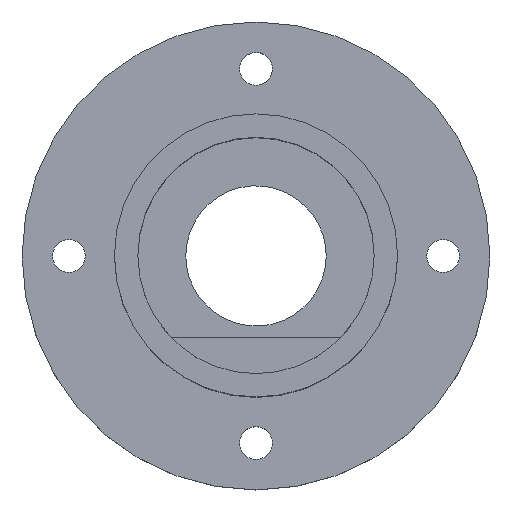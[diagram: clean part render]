
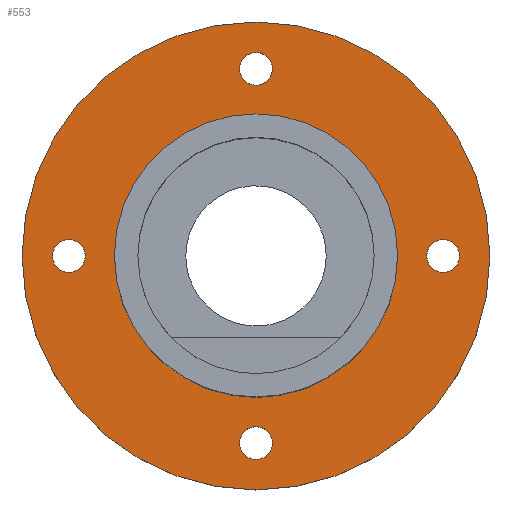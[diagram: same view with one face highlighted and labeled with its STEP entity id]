
A CAD part, top view. The second image highlights one B-rep face of the part: STEP entity #553.
In plain terms, the highlighted planar face has unit normal (0, 0, 1).
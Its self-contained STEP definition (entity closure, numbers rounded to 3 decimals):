
#127=CARTESIAN_POINT('Vertex',(115.883,0.,57.5)) ;
#143=CARTESIAN_POINT('Vertex',(95.883,0.,57.5)) ;
#146=CARTESIAN_POINT('Axis2P3D Location',(105.883,0.,57.5)) ;
#163=CARTESIAN_POINT('Axis2P3D Location',(105.883,0.,57.5)) ;
#262=CARTESIAN_POINT('Vertex',(111.933,0.,57.5)) ;
#265=CARTESIAN_POINT('Axis2P3D Location',(105.883,0.,57.5)) ;
#269=CARTESIAN_POINT('Vertex',(99.833,0.,57.5)) ;
#296=CARTESIAN_POINT('Axis2P3D Location',(105.883,0.,57.5)) ;
#338=CARTESIAN_POINT('Vertex',(97.183,0.,57.5)) ;
#341=CARTESIAN_POINT('Axis2P3D Location',(97.883,0.,57.5)) ;
#345=CARTESIAN_POINT('Vertex',(98.583,0.,57.5)) ;
#367=CARTESIAN_POINT('Axis2P3D Location',(97.883,0.,57.5)) ;
#395=CARTESIAN_POINT('Vertex',(105.183,-8.,57.5)) ;
#398=CARTESIAN_POINT('Axis2P3D Location',(105.883,-8.,57.5)) ;
#402=CARTESIAN_POINT('Vertex',(106.583,-8.,57.5)) ;
#424=CARTESIAN_POINT('Axis2P3D Location',(105.883,-8.,57.5)) ;
#452=CARTESIAN_POINT('Vertex',(113.183,0.,57.5)) ;
#455=CARTESIAN_POINT('Axis2P3D Location',(113.883,0.,57.5)) ;
#459=CARTESIAN_POINT('Vertex',(114.583,0.,57.5)) ;
#481=CARTESIAN_POINT('Axis2P3D Location',(113.883,0.,57.5)) ;
#498=CARTESIAN_POINT('Axis2P3D Location',(105.883,0.,57.5)) ;
#508=CARTESIAN_POINT('Control Point',(106.583,8.,57.5)) ;
#509=CARTESIAN_POINT('Control Point',(106.583,7.78,57.5)) ;
#510=CARTESIAN_POINT('Control Point',(106.496,7.56,57.5)) ;
#511=CARTESIAN_POINT('Control Point',(106.323,7.386,57.5)) ;
#512=CARTESIAN_POINT('Control Point',(105.883,7.214,57.5)) ;
#513=CARTESIAN_POINT('Control Point',(105.443,7.386,57.5)) ;
#514=CARTESIAN_POINT('Control Point',(105.269,7.56,57.5)) ;
#515=CARTESIAN_POINT('Control Point',(105.183,7.78,57.5)) ;
#516=CARTESIAN_POINT('Control Point',(105.183,8.,57.5)) ;
#517=CARTESIAN_POINT('Vertex',(106.583,8.,57.5)) ;
#519=CARTESIAN_POINT('Vertex',(105.183,8.,57.5)) ;
#523=CARTESIAN_POINT('Control Point',(105.183,8.,57.5)) ;
#524=CARTESIAN_POINT('Control Point',(105.183,8.22,57.5)) ;
#525=CARTESIAN_POINT('Control Point',(105.269,8.44,57.5)) ;
#526=CARTESIAN_POINT('Control Point',(105.443,8.614,57.5)) ;
#527=CARTESIAN_POINT('Control Point',(105.883,8.786,57.5)) ;
#528=CARTESIAN_POINT('Control Point',(106.323,8.614,57.5)) ;
#529=CARTESIAN_POINT('Control Point',(106.496,8.44,57.5)) ;
#530=CARTESIAN_POINT('Control Point',(106.583,8.22,57.5)) ;
#531=CARTESIAN_POINT('Control Point',(106.583,8.,57.5)) ;
#147=DIRECTION('Axis2P3D Direction',(0.,0.,-1.)) ;
#164=DIRECTION('Axis2P3D Direction',(0.,0.,-1.)) ;
#266=DIRECTION('Axis2P3D Direction',(0.,0.,-1.)) ;
#297=DIRECTION('Axis2P3D Direction',(0.,0.,-1.)) ;
#342=DIRECTION('Axis2P3D Direction',(0.,0.,1.)) ;
#368=DIRECTION('Axis2P3D Direction',(0.,0.,1.)) ;
#399=DIRECTION('Axis2P3D Direction',(0.,0.,1.)) ;
#425=DIRECTION('Axis2P3D Direction',(0.,0.,1.)) ;
#456=DIRECTION('Axis2P3D Direction',(0.,0.,1.)) ;
#482=DIRECTION('Axis2P3D Direction',(0.,0.,1.)) ;
#499=DIRECTION('Axis2P3D Direction',(0.,0.,-1.)) ;
#500=DIRECTION('Axis2P3D XDirection',(0.,1.,0.)) ;
#148=AXIS2_PLACEMENT_3D('Circle Axis2P3D',#146,#147,$) ;
#165=AXIS2_PLACEMENT_3D('Circle Axis2P3D',#163,#164,$) ;
#267=AXIS2_PLACEMENT_3D('Circle Axis2P3D',#265,#266,$) ;
#298=AXIS2_PLACEMENT_3D('Circle Axis2P3D',#296,#297,$) ;
#343=AXIS2_PLACEMENT_3D('Circle Axis2P3D',#341,#342,$) ;
#369=AXIS2_PLACEMENT_3D('Circle Axis2P3D',#367,#368,$) ;
#400=AXIS2_PLACEMENT_3D('Circle Axis2P3D',#398,#399,$) ;
#426=AXIS2_PLACEMENT_3D('Circle Axis2P3D',#424,#425,$) ;
#457=AXIS2_PLACEMENT_3D('Circle Axis2P3D',#455,#456,$) ;
#483=AXIS2_PLACEMENT_3D('Circle Axis2P3D',#481,#482,$) ;
#501=AXIS2_PLACEMENT_3D('Plane Axis2P3D',#498,#499,#500) ;
#504=ORIENTED_EDGE('',*,*,#167,.F.) ;
#505=ORIENTED_EDGE('',*,*,#150,.F.) ;
#534=ORIENTED_EDGE('',*,*,#521,.T.) ;
#535=ORIENTED_EDGE('',*,*,#532,.T.) ;
#538=ORIENTED_EDGE('',*,*,#461,.T.) ;
#539=ORIENTED_EDGE('',*,*,#485,.T.) ;
#542=ORIENTED_EDGE('',*,*,#404,.T.) ;
#543=ORIENTED_EDGE('',*,*,#428,.T.) ;
#546=ORIENTED_EDGE('',*,*,#347,.T.) ;
#547=ORIENTED_EDGE('',*,*,#371,.T.) ;
#550=ORIENTED_EDGE('',*,*,#271,.T.) ;
#551=ORIENTED_EDGE('',*,*,#300,.T.) ;
#536=FACE_BOUND('',#533,.T.) ;
#540=FACE_BOUND('',#537,.T.) ;
#544=FACE_BOUND('',#541,.T.) ;
#548=FACE_BOUND('',#545,.T.) ;
#552=FACE_BOUND('',#549,.T.) ;
#553=ADVANCED_FACE('\X2\5F6272B6FF7EFF6FFF84\X0\.1',(#506,#536,#540,#544,#548,#552),#502,.F.) ;
#507=B_SPLINE_CURVE_WITH_KNOTS('',5,(#508,#509,#510,#511,#512,#513,#514,#515,#516),.UNSPECIFIED.,.F.,.U.,(6,3,6),(1.1,2.199,3.299),.UNSPECIFIED.) ;
#522=B_SPLINE_CURVE_WITH_KNOTS('',5,(#523,#524,#525,#526,#527,#528,#529,#530,#531),.UNSPECIFIED.,.F.,.U.,(6,3,6),(3.299,4.398,5.498),.UNSPECIFIED.) ;
#149=CIRCLE('generated circle',#148,10.) ;
#166=CIRCLE('generated circle',#165,10.) ;
#268=CIRCLE('generated circle',#267,6.05) ;
#299=CIRCLE('generated circle',#298,6.05) ;
#344=CIRCLE('generated circle',#343,0.7) ;
#370=CIRCLE('generated circle',#369,0.7) ;
#401=CIRCLE('generated circle',#400,0.7) ;
#427=CIRCLE('generated circle',#426,0.7) ;
#458=CIRCLE('generated circle',#457,0.7) ;
#484=CIRCLE('generated circle',#483,0.7) ;
#150=EDGE_CURVE('',#144,#128,#149,.T.) ;
#167=EDGE_CURVE('',#128,#144,#166,.T.) ;
#271=EDGE_CURVE('',#270,#263,#268,.T.) ;
#300=EDGE_CURVE('',#263,#270,#299,.T.) ;
#347=EDGE_CURVE('',#346,#339,#344,.F.) ;
#371=EDGE_CURVE('',#339,#346,#370,.F.) ;
#404=EDGE_CURVE('',#403,#396,#401,.F.) ;
#428=EDGE_CURVE('',#396,#403,#427,.F.) ;
#461=EDGE_CURVE('',#460,#453,#458,.F.) ;
#485=EDGE_CURVE('',#453,#460,#484,.F.) ;
#521=EDGE_CURVE('',#518,#520,#507,.T.) ;
#532=EDGE_CURVE('',#520,#518,#522,.T.) ;
#503=EDGE_LOOP('',(#504,#505)) ;
#533=EDGE_LOOP('',(#534,#535)) ;
#537=EDGE_LOOP('',(#538,#539)) ;
#541=EDGE_LOOP('',(#542,#543)) ;
#545=EDGE_LOOP('',(#546,#547)) ;
#549=EDGE_LOOP('',(#550,#551)) ;
#506=FACE_OUTER_BOUND('',#503,.T.) ;
#502=PLANE('',#501) ;
#128=VERTEX_POINT('',#127) ;
#144=VERTEX_POINT('',#143) ;
#263=VERTEX_POINT('',#262) ;
#270=VERTEX_POINT('',#269) ;
#339=VERTEX_POINT('',#338) ;
#346=VERTEX_POINT('',#345) ;
#396=VERTEX_POINT('',#395) ;
#403=VERTEX_POINT('',#402) ;
#453=VERTEX_POINT('',#452) ;
#460=VERTEX_POINT('',#459) ;
#518=VERTEX_POINT('',#517) ;
#520=VERTEX_POINT('',#519) ;
